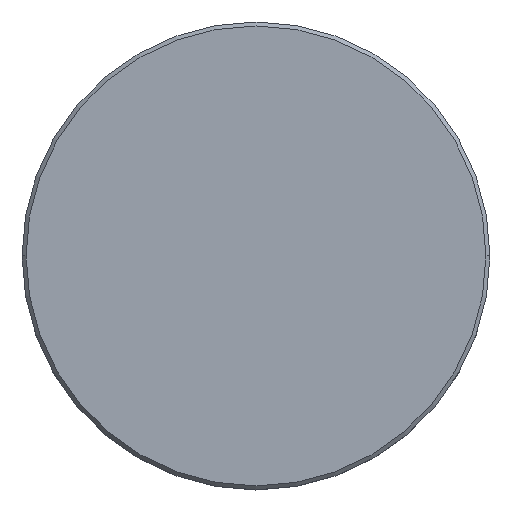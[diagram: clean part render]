
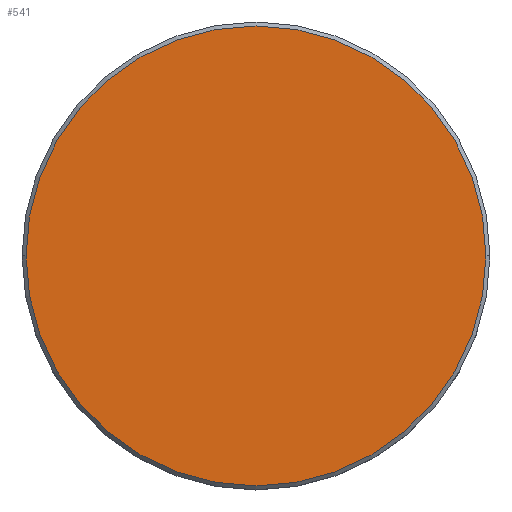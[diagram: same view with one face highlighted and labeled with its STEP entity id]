
A CAD part, top view. The second image highlights one B-rep face of the part: STEP entity #541.
In plain terms, the highlighted planar face has unit normal (0, 0, 1).
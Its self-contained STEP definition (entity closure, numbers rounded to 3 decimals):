
#48 = EDGE_LOOP ( 'NONE', ( #469, #444 ) ) ;
#72 = CIRCLE ( 'NONE', #431, 29. ) ;
#160 = VERTEX_POINT ( 'NONE', #526 ) ;
#166 = DIRECTION ( 'NONE',  ( 0., 0., 1. ) ) ;
#223 = DIRECTION ( 'NONE',  ( 0., 0., 1. ) ) ;
#274 = DIRECTION ( 'NONE',  ( 1., 0., 0. ) ) ;
#321 = EDGE_CURVE ( 'NONE', #160, #787, #1056, .T. ) ;
#358 = CARTESIAN_POINT ( 'NONE',  ( -29., 0., 0. ) ) ;
#424 = AXIS2_PLACEMENT_3D ( 'NONE', #478, #465, #274 ) ;
#431 = AXIS2_PLACEMENT_3D ( 'NONE', #448, #166, #1062 ) ;
#444 = ORIENTED_EDGE ( 'NONE', *, *, #321, .T. ) ;
#448 = CARTESIAN_POINT ( 'NONE',  ( 0., 0., 0. ) ) ;
#465 = DIRECTION ( 'NONE',  ( 0., 0., 1. ) ) ;
#469 = ORIENTED_EDGE ( 'NONE', *, *, #682, .T. ) ;
#478 = CARTESIAN_POINT ( 'NONE',  ( 0., 0., 0. ) ) ;
#522 = AXIS2_PLACEMENT_3D ( 'NONE', #862, #223, #661 ) ;
#526 = CARTESIAN_POINT ( 'NONE',  ( 29., 0., 0. ) ) ;
#541 = ADVANCED_FACE ( 'NONE', ( #1153 ), #771, .T. ) ;
#661 = DIRECTION ( 'NONE',  ( 1., 0., 0. ) ) ;
#682 = EDGE_CURVE ( 'NONE', #787, #160, #72, .T. ) ;
#771 = PLANE ( 'NONE',  #522 ) ;
#787 = VERTEX_POINT ( 'NONE', #358 ) ;
#862 = CARTESIAN_POINT ( 'NONE',  ( 0., 0., 0. ) ) ;
#1056 = CIRCLE ( 'NONE', #424, 29. ) ;
#1062 = DIRECTION ( 'NONE',  ( 1., 0., 0. ) ) ;
#1153 = FACE_OUTER_BOUND ( 'NONE', #48, .T. ) ;
